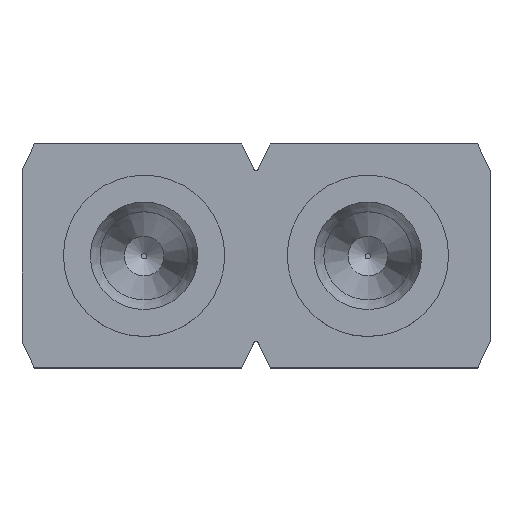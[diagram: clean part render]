
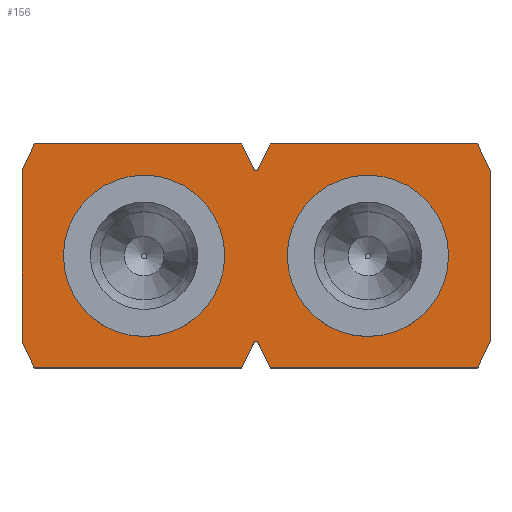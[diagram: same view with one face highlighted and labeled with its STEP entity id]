
A CAD part, top view. The second image highlights one B-rep face of the part: STEP entity #156.
In plain terms, the highlighted planar face has unit normal (0, 0, 1).
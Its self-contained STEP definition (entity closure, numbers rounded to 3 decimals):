
#156=ADVANCED_FACE('',(#500,#502,#504),#506,.T.);
#500=FACE_BOUND('',#501,.T.);
#501=EDGE_LOOP('',(#817,#818,#819,#820,#821,#822,#823,#824,#825,#826,#827,#828,#829,
#830,#831,#832));
#502=FACE_BOUND('',#503,.T.);
#503=EDGE_LOOP('',(#833));
#504=FACE_BOUND('',#505,.T.);
#505=EDGE_LOOP('',(#834));
#506=PLANE('',#507);
#507=AXIS2_PLACEMENT_3D('',#508,#509,#510);
#508=CARTESIAN_POINT('',(0.,0.,2.84));
#509=DIRECTION('',(0.,0.,1.));
#510=DIRECTION('',(1.,0.,0.));
#817=ORIENTED_EDGE('',*,*,#955,.T.);
#818=ORIENTED_EDGE('',*,*,#956,.T.);
#819=ORIENTED_EDGE('',*,*,#957,.T.);
#820=ORIENTED_EDGE('',*,*,#958,.T.);
#821=ORIENTED_EDGE('',*,*,#959,.T.);
#822=ORIENTED_EDGE('',*,*,#960,.T.);
#823=ORIENTED_EDGE('',*,*,#961,.T.);
#824=ORIENTED_EDGE('',*,*,#962,.T.);
#825=ORIENTED_EDGE('',*,*,#963,.T.);
#826=ORIENTED_EDGE('',*,*,#964,.T.);
#827=ORIENTED_EDGE('',*,*,#965,.T.);
#828=ORIENTED_EDGE('',*,*,#966,.T.);
#829=ORIENTED_EDGE('',*,*,#967,.T.);
#830=ORIENTED_EDGE('',*,*,#968,.T.);
#831=ORIENTED_EDGE('',*,*,#969,.T.);
#832=ORIENTED_EDGE('',*,*,#970,.T.);
#833=ORIENTED_EDGE('',*,*,#971,.T.);
#834=ORIENTED_EDGE('',*,*,#972,.T.);
#955=EDGE_CURVE('',#1042,#1043,#1044,.F.);
#956=EDGE_CURVE('',#1043,#1045,#1046,.F.);
#957=EDGE_CURVE('',#1045,#1047,#1048,.F.);
#958=EDGE_CURVE('',#1047,#1049,#1050,.T.);
#959=EDGE_CURVE('',#1049,#1051,#1052,.T.);
#960=EDGE_CURVE('',#1051,#1053,#1054,.T.);
#961=EDGE_CURVE('',#1053,#1055,#1056,.T.);
#962=EDGE_CURVE('',#1055,#1057,#1058,.T.);
#963=EDGE_CURVE('',#1057,#1059,#1060,.F.);
#964=EDGE_CURVE('',#1059,#1061,#1062,.F.);
#965=EDGE_CURVE('',#1061,#1063,#1064,.F.);
#966=EDGE_CURVE('',#1063,#1065,#1066,.T.);
#967=EDGE_CURVE('',#1065,#1067,#1068,.T.);
#968=EDGE_CURVE('',#1067,#1069,#1070,.T.);
#969=EDGE_CURVE('',#1069,#1071,#1072,.T.);
#970=EDGE_CURVE('',#1071,#1042,#1073,.T.);
#971=EDGE_CURVE('',#1074,#1074,#1075,.F.);
#972=EDGE_CURVE('',#1076,#1076,#1077,.F.);
#1042=VERTEX_POINT('',#1204);
#1043=VERTEX_POINT('',#1205);
#1044=LINE('',#1206,#1207);
#1045=VERTEX_POINT('',#1209);
#1046=CIRCLE('',#1210,0.03);
#1047=VERTEX_POINT('',#1214);
#1048=LINE('',#1215,#1216);
#1049=VERTEX_POINT('',#1218);
#1050=LINE('',#1219,#1220);
#1051=VERTEX_POINT('',#1222);
#1052=LINE('',#1223,#1224);
#1053=VERTEX_POINT('',#1226);
#1054=LINE('',#1227,#1228);
#1055=VERTEX_POINT('',#1230);
#1056=LINE('',#1231,#1232);
#1057=VERTEX_POINT('',#1234);
#1058=LINE('',#1235,#1236);
#1059=VERTEX_POINT('',#1238);
#1060=LINE('',#1239,#1240);
#1061=VERTEX_POINT('',#1242);
#1062=CIRCLE('',#1243,0.03);
#1063=VERTEX_POINT('',#1247);
#1064=LINE('',#1248,#1249);
#1065=VERTEX_POINT('',#1251);
#1066=LINE('',#1252,#1253);
#1067=VERTEX_POINT('',#1255);
#1068=LINE('',#1256,#1257);
#1069=VERTEX_POINT('',#1259);
#1070=LINE('',#1260,#1261);
#1071=VERTEX_POINT('',#1263);
#1072=LINE('',#1264,#1265);
#1073=LINE('',#1267,#1268);
#1074=VERTEX_POINT('',#1270);
#1075=CIRCLE('',#1271,0.66);
#1076=VERTEX_POINT('',#1275);
#1077=CIRCLE('',#1276,0.66);
#1204=CARTESIAN_POINT('',(1.429,1.27,2.84));
#1205=CARTESIAN_POINT('',(1.297,0.987,2.84));
#1206=CARTESIAN_POINT('',(1.297,0.987,2.84));
#1207=VECTOR('',#1208,1.);
#1208=DIRECTION('',(0.423,0.906,0.));
#1209=CARTESIAN_POINT('',(1.243,0.987,2.84));
#1210=AXIS2_PLACEMENT_3D('',#1211,#1212,#1213);
#1211=CARTESIAN_POINT('',(1.27,1.,2.84));
#1212=DIRECTION('',(-0.,0.,1.));
#1213=DIRECTION('',(-0.906,-0.423,0.));
#1214=CARTESIAN_POINT('',(1.111,1.27,2.84));
#1215=CARTESIAN_POINT('',(1.111,1.27,2.84));
#1216=VECTOR('',#1217,1.);
#1217=DIRECTION('',(0.423,-0.906,0.));
#1218=CARTESIAN_POINT('',(-1.245,1.27,2.84));
#1219=CARTESIAN_POINT('',(1.111,1.27,2.84));
#1220=VECTOR('',#1221,1.);
#1221=DIRECTION('',(-1.,0.,0.));
#1222=CARTESIAN_POINT('',(-1.385,0.97,2.84));
#1223=CARTESIAN_POINT('',(-1.245,1.27,2.84));
#1224=VECTOR('',#1225,1.);
#1225=DIRECTION('',(-0.423,-0.906,0.));
#1226=CARTESIAN_POINT('',(-1.385,-0.97,2.84));
#1227=CARTESIAN_POINT('',(-1.385,0.97,2.84));
#1228=VECTOR('',#1229,1.);
#1229=DIRECTION('',(0.,-1.,0.));
#1230=CARTESIAN_POINT('',(-1.245,-1.27,2.84));
#1231=CARTESIAN_POINT('',(-1.385,-0.97,2.84));
#1232=VECTOR('',#1233,1.);
#1233=DIRECTION('',(0.423,-0.906,0.));
#1234=CARTESIAN_POINT('',(1.111,-1.27,2.84));
#1235=CARTESIAN_POINT('',(-1.245,-1.27,2.84));
#1236=VECTOR('',#1237,1.);
#1237=DIRECTION('',(1.,0.,0.));
#1238=CARTESIAN_POINT('',(1.243,-0.987,2.84));
#1239=CARTESIAN_POINT('',(1.243,-0.987,2.84));
#1240=VECTOR('',#1241,1.);
#1241=DIRECTION('',(-0.423,-0.906,0.));
#1242=CARTESIAN_POINT('',(1.297,-0.987,2.84));
#1243=AXIS2_PLACEMENT_3D('',#1244,#1245,#1246);
#1244=CARTESIAN_POINT('',(1.27,-1.,2.84));
#1245=DIRECTION('',(0.,-0.,1.));
#1246=DIRECTION('',(0.906,0.423,0.));
#1247=CARTESIAN_POINT('',(1.429,-1.27,2.84));
#1248=CARTESIAN_POINT('',(1.429,-1.27,2.84));
#1249=VECTOR('',#1250,1.);
#1250=DIRECTION('',(-0.423,0.906,0.));
#1251=CARTESIAN_POINT('',(3.785,-1.27,2.84));
#1252=CARTESIAN_POINT('',(1.429,-1.27,2.84));
#1253=VECTOR('',#1254,1.);
#1254=DIRECTION('',(1.,0.,0.));
#1255=CARTESIAN_POINT('',(3.925,-0.97,2.84));
#1256=CARTESIAN_POINT('',(3.785,-1.27,2.84));
#1257=VECTOR('',#1258,1.);
#1258=DIRECTION('',(0.423,0.906,0.));
#1259=CARTESIAN_POINT('',(3.925,0.97,2.84));
#1260=CARTESIAN_POINT('',(3.925,-0.97,2.84));
#1261=VECTOR('',#1262,1.);
#1262=DIRECTION('',(0.,1.,0.));
#1263=CARTESIAN_POINT('',(3.785,1.27,2.84));
#1264=CARTESIAN_POINT('',(3.925,0.97,2.84));
#1265=VECTOR('',#1266,1.);
#1266=DIRECTION('',(-0.423,0.906,0.));
#1267=CARTESIAN_POINT('',(3.785,1.27,2.84));
#1268=VECTOR('',#1269,1.);
#1269=DIRECTION('',(-1.,0.,0.));
#1270=CARTESIAN_POINT('',(0.66,0.,2.84));
#1271=AXIS2_PLACEMENT_3D('',#1272,#1273,#1274);
#1272=CARTESIAN_POINT('',(0.,0.,2.84));
#1273=DIRECTION('',(0.,0.,1.));
#1274=DIRECTION('',(1.,0.,0.));
#1275=CARTESIAN_POINT('',(3.2,0.,2.84));
#1276=AXIS2_PLACEMENT_3D('',#1277,#1278,#1279);
#1277=CARTESIAN_POINT('',(2.54,0.,2.84));
#1278=DIRECTION('',(0.,0.,1.));
#1279=DIRECTION('',(1.,0.,0.));
